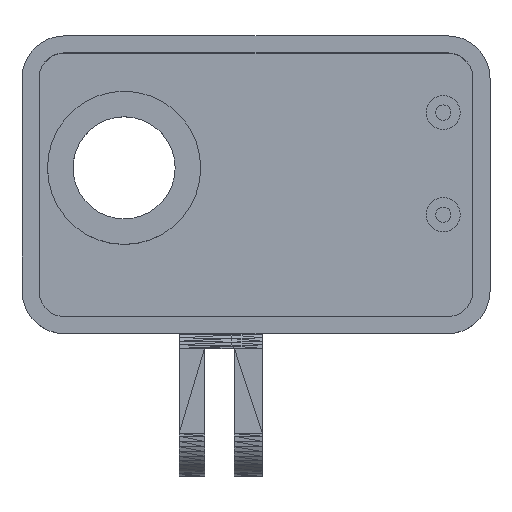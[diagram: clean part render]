
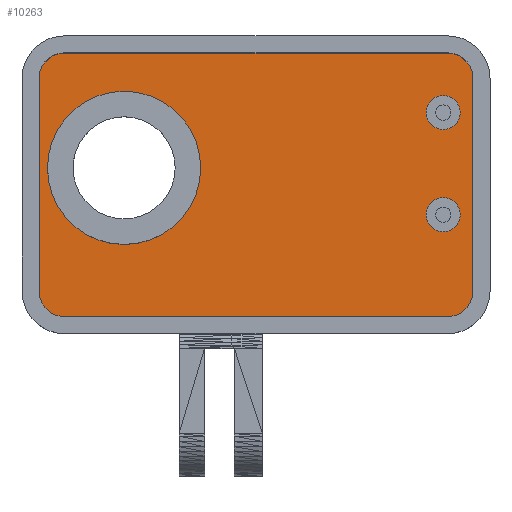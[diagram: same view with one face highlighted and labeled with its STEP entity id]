
A CAD part, top view. The second image highlights one B-rep face of the part: STEP entity #10263.
In plain terms, the highlighted planar face has unit normal (0, 0, 1).
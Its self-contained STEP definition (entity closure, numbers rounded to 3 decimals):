
#16=FACE_BOUND('',#1730,.T.);
#17=FACE_BOUND('',#1731,.T.);
#18=FACE_BOUND('',#1732,.T.);
#26=CIRCLE('',#11122,9.);
#27=CIRCLE('',#11125,5.);
#28=CIRCLE('',#11126,3.);
#29=CIRCLE('',#11127,3.);
#30=CIRCLE('',#11128,3.);
#31=CIRCLE('',#11129,3.);
#32=CIRCLE('',#11130,2.);
#33=CIRCLE('',#11131,2.);
#887=FACE_OUTER_BOUND('',#1729,.T.);
#1729=EDGE_LOOP('',(#8473,#8474,#8475,#8476,#8477,#8478,#8479,#8480,#8481,
#8482,#8483,#8484));
#1730=EDGE_LOOP('',(#8485));
#1731=EDGE_LOOP('',(#8486));
#1732=EDGE_LOOP('',(#8487));
#2980=LINE('',#16634,#4242);
#2981=LINE('',#16636,#4243);
#2982=LINE('',#16640,#4244);
#2983=LINE('',#16644,#4245);
#2984=LINE('',#16648,#4246);
#2985=LINE('',#16652,#4247);
#2986=LINE('',#16655,#4248);
#4242=VECTOR('',#14032,10.);
#4243=VECTOR('',#14033,10.);
#4244=VECTOR('',#14036,10.);
#4245=VECTOR('',#14039,10.);
#4246=VECTOR('',#14042,10.);
#4247=VECTOR('',#14045,10.);
#4248=VECTOR('',#14048,10.);
#4695=VERTEX_POINT('',#16627);
#4696=VERTEX_POINT('',#16632);
#4697=VERTEX_POINT('',#16633);
#4698=VERTEX_POINT('',#16635);
#4699=VERTEX_POINT('',#16637);
#4700=VERTEX_POINT('',#16639);
#4701=VERTEX_POINT('',#16641);
#4702=VERTEX_POINT('',#16643);
#4703=VERTEX_POINT('',#16645);
#4704=VERTEX_POINT('',#16647);
#4705=VERTEX_POINT('',#16649);
#4706=VERTEX_POINT('',#16651);
#4707=VERTEX_POINT('',#16653);
#4708=VERTEX_POINT('',#16656);
#4709=VERTEX_POINT('',#16658);
#5963=EDGE_CURVE('',#4695,#4695,#26,.T.);
#5964=EDGE_CURVE('',#4696,#4697,#2980,.T.);
#5965=EDGE_CURVE('',#4698,#4696,#2981,.T.);
#5966=EDGE_CURVE('',#4699,#4698,#27,.T.);
#5967=EDGE_CURVE('',#4699,#4700,#2982,.T.);
#5968=EDGE_CURVE('',#4700,#4701,#28,.F.);
#5969=EDGE_CURVE('',#4702,#4701,#2983,.T.);
#5970=EDGE_CURVE('',#4702,#4703,#29,.F.);
#5971=EDGE_CURVE('',#4704,#4703,#2984,.T.);
#5972=EDGE_CURVE('',#4704,#4705,#30,.F.);
#5973=EDGE_CURVE('',#4706,#4705,#2985,.T.);
#5974=EDGE_CURVE('',#4706,#4707,#31,.F.);
#5975=EDGE_CURVE('',#4697,#4707,#2986,.T.);
#5976=EDGE_CURVE('',#4708,#4708,#32,.T.);
#5977=EDGE_CURVE('',#4709,#4709,#33,.T.);
#8473=ORIENTED_EDGE('',*,*,#5964,.F.);
#8474=ORIENTED_EDGE('',*,*,#5965,.F.);
#8475=ORIENTED_EDGE('',*,*,#5966,.F.);
#8476=ORIENTED_EDGE('',*,*,#5967,.T.);
#8477=ORIENTED_EDGE('',*,*,#5968,.T.);
#8478=ORIENTED_EDGE('',*,*,#5969,.F.);
#8479=ORIENTED_EDGE('',*,*,#5970,.T.);
#8480=ORIENTED_EDGE('',*,*,#5971,.F.);
#8481=ORIENTED_EDGE('',*,*,#5972,.T.);
#8482=ORIENTED_EDGE('',*,*,#5973,.F.);
#8483=ORIENTED_EDGE('',*,*,#5974,.T.);
#8484=ORIENTED_EDGE('',*,*,#5975,.F.);
#8485=ORIENTED_EDGE('',*,*,#5976,.T.);
#8486=ORIENTED_EDGE('',*,*,#5977,.T.);
#8487=ORIENTED_EDGE('',*,*,#5963,.T.);
#9434=PLANE('',#11124);
#10263=ADVANCED_FACE('',(#887,#16,#17,#18),#9434,.T.);
#11122=AXIS2_PLACEMENT_3D('',#16629,#14026,#14027);
#11124=AXIS2_PLACEMENT_3D('',#16631,#14030,#14031);
#11125=AXIS2_PLACEMENT_3D('',#16638,#14034,#14035);
#11126=AXIS2_PLACEMENT_3D('',#16642,#14037,#14038);
#11127=AXIS2_PLACEMENT_3D('',#16646,#14040,#14041);
#11128=AXIS2_PLACEMENT_3D('',#16650,#14043,#14044);
#11129=AXIS2_PLACEMENT_3D('',#16654,#14046,#14047);
#11130=AXIS2_PLACEMENT_3D('',#16657,#14049,#14050);
#11131=AXIS2_PLACEMENT_3D('',#16659,#14051,#14052);
#14026=DIRECTION('center_axis',(0.,0.,-1.));
#14027=DIRECTION('ref_axis',(-1.,0.,0.));
#14030=DIRECTION('center_axis',(0.,0.,1.));
#14031=DIRECTION('ref_axis',(1.,0.,0.));
#14032=DIRECTION('',(0.,1.,0.));
#14033=DIRECTION('',(-1.,0.,0.));
#14034=DIRECTION('center_axis',(0.,0.,-1.));
#14035=DIRECTION('ref_axis',(0.,-1.,0.));
#14036=DIRECTION('',(0.,1.,0.));
#14037=DIRECTION('center_axis',(0.,0.,-1.));
#14038=DIRECTION('ref_axis',(0.,-1.,0.));
#14039=DIRECTION('',(0.,-1.,0.));
#14040=DIRECTION('center_axis',(0.,0.,-1.));
#14041=DIRECTION('ref_axis',(1.,0.,0.));
#14042=DIRECTION('',(1.,0.,0.));
#14043=DIRECTION('center_axis',(0.,0.,-1.));
#14044=DIRECTION('ref_axis',(0.,1.,0.));
#14045=DIRECTION('',(0.,1.,0.));
#14046=DIRECTION('center_axis',(0.,0.,-1.));
#14047=DIRECTION('ref_axis',(-1.,0.,0.));
#14048=DIRECTION('',(-1.,0.,0.));
#14049=DIRECTION('center_axis',(0.,0.,-1.));
#14050=DIRECTION('ref_axis',(-1.,0.,0.));
#14051=DIRECTION('center_axis',(0.,0.,-1.));
#14052=DIRECTION('ref_axis',(-1.,0.,0.));
#16627=CARTESIAN_POINT('',(-6.5,2.,2.));
#16629=CARTESIAN_POINT('Origin',(-15.5,2.,2.));
#16631=CARTESIAN_POINT('Origin',(0.,0.,2.));
#16632=CARTESIAN_POINT('',(1.5,-17.5,2.));
#16633=CARTESIAN_POINT('',(1.5,-15.5,2.));
#16634=CARTESIAN_POINT('',(1.5,-17.5,2.));
#16635=CARTESIAN_POINT('',(22.5,-17.5,2.));
#16636=CARTESIAN_POINT('',(0.5,-17.5,2.));
#16637=CARTESIAN_POINT('',(23.5,-17.399,2.));
#16638=CARTESIAN_POINT('Origin',(22.5,-12.5,2.));
#16639=CARTESIAN_POINT('',(23.5,-15.328,2.));
#16640=CARTESIAN_POINT('',(23.5,-17.5,2.));
#16641=CARTESIAN_POINT('',(25.5,-12.5,2.));
#16642=CARTESIAN_POINT('Origin',(22.5,-12.5,2.));
#16643=CARTESIAN_POINT('',(25.5,12.5,2.));
#16644=CARTESIAN_POINT('',(25.5,-6.25,2.));
#16645=CARTESIAN_POINT('',(22.5,15.5,2.));
#16646=CARTESIAN_POINT('Origin',(22.5,12.5,2.));
#16647=CARTESIAN_POINT('',(-22.5,15.5,2.));
#16648=CARTESIAN_POINT('',(11.25,15.5,2.));
#16649=CARTESIAN_POINT('',(-25.5,12.5,2.));
#16650=CARTESIAN_POINT('Origin',(-22.5,12.5,2.));
#16651=CARTESIAN_POINT('',(-25.5,-12.5,2.));
#16652=CARTESIAN_POINT('',(-25.5,6.25,2.));
#16653=CARTESIAN_POINT('',(-22.5,-15.5,2.));
#16654=CARTESIAN_POINT('Origin',(-22.5,-12.5,2.));
#16655=CARTESIAN_POINT('',(-11.25,-15.5,2.));
#16656=CARTESIAN_POINT('',(24.,-3.5,2.));
#16657=CARTESIAN_POINT('Origin',(22.,-3.5,2.));
#16658=CARTESIAN_POINT('',(24.,8.5,2.));
#16659=CARTESIAN_POINT('Origin',(22.,8.5,2.));
